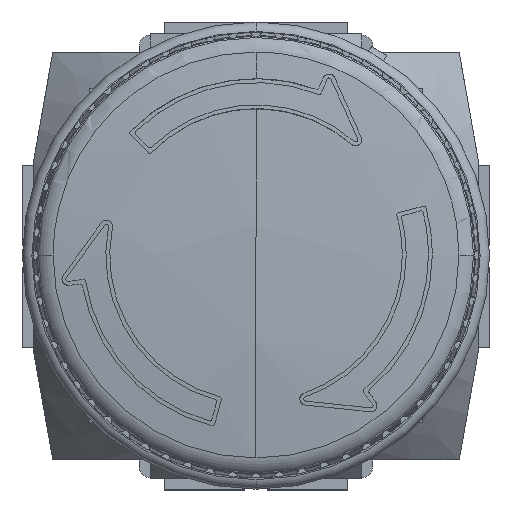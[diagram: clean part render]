
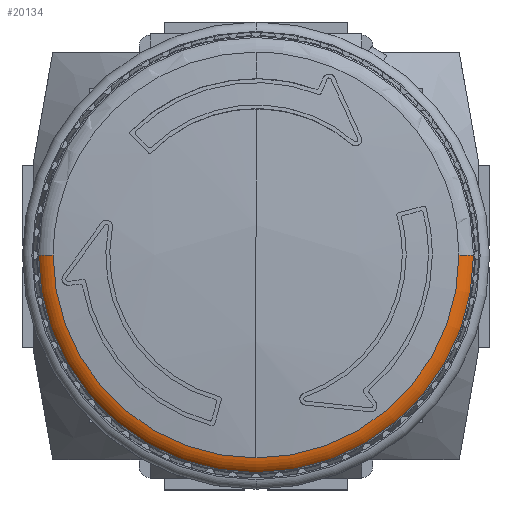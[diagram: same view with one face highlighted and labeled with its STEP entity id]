
A CAD part, top view. The second image highlights one B-rep face of the part: STEP entity #20134.
In plain terms, the highlighted toroidal (fillet/blend) face has major radius 18 mm and minor radius 2 mm.
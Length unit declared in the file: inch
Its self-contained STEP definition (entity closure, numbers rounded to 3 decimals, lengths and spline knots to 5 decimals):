
#179 = ORIENTED_EDGE ( 'NONE', *, *, #33639, .F. ) ;
#433 = VERTEX_POINT ( 'NONE', #30439 ) ;
#947 = DIRECTION ( 'NONE',  ( 0., 0., -1. ) ) ;
#1215 = CIRCLE ( 'NONE', #30357, 0.07874 ) ;
#2268 = EDGE_CURVE ( 'NONE', #31973, #2959, #35328, .T. ) ;
#2959 = VERTEX_POINT ( 'NONE', #13744 ) ;
#4583 = EDGE_CURVE ( 'NONE', #21558, #40260, #40228, .T. ) ;
#4746 = CARTESIAN_POINT ( 'NONE',  ( 0., 0., 1.13785 ) ) ;
#7798 = DIRECTION ( 'NONE',  ( -1., 0., 0. ) ) ;
#9465 = AXIS2_PLACEMENT_3D ( 'NONE', #30400, #45861, #11137 ) ;
#9809 = DIRECTION ( 'NONE',  ( 0., 0., -1. ) ) ;
#9818 = ORIENTED_EDGE ( 'NONE', *, *, #4583, .F. ) ;
#11029 = AXIS2_PLACEMENT_3D ( 'NONE', #44289, #9809, #17174 ) ;
#11137 = DIRECTION ( 'NONE',  ( -1., 0., 0. ) ) ;
#11856 = FACE_OUTER_BOUND ( 'NONE', #36771, .T. ) ;
#13744 = CARTESIAN_POINT ( 'NONE',  ( -0.71824, 0., 1.216 ) ) ;
#14523 = CIRCLE ( 'NONE', #21792, 0.71824 ) ;
#16105 = DIRECTION ( 'NONE',  ( -1., 0., 0. ) ) ;
#16515 = AXIS2_PLACEMENT_3D ( 'NONE', #4746, #947, #43526 ) ;
#17174 = DIRECTION ( 'NONE',  ( -1., 0., 0. ) ) ;
#20134 = ADVANCED_FACE ( 'NONE', ( #11856 ), #24622, .T. ) ;
#20809 = ORIENTED_EDGE ( 'NONE', *, *, #2268, .T. ) ;
#21558 = VERTEX_POINT ( 'NONE', #44447 ) ;
#21792 = AXIS2_PLACEMENT_3D ( 'NONE', #36607, #32307, #16105 ) ;
#22734 = CARTESIAN_POINT ( 'NONE',  ( -0.70866, 0., 1.13785 ) ) ;
#24622 = TOROIDAL_SURFACE ( 'NONE', #16515, 0.70866, 0.07874 ) ;
#26033 = DIRECTION ( 'NONE',  ( 0., 0., -1. ) ) ;
#27568 = CARTESIAN_POINT ( 'NONE',  ( 0., -0.71824, 1.216 ) ) ;
#30357 = AXIS2_PLACEMENT_3D ( 'NONE', #22734, #34150, #26033 ) ;
#30400 = CARTESIAN_POINT ( 'NONE',  ( 0.70866, 0., 1.13785 ) ) ;
#30439 = CARTESIAN_POINT ( 'NONE',  ( -0.76992, 0., 1.18731 ) ) ;
#31642 = DIRECTION ( 'NONE',  ( 0., 0., -1. ) ) ;
#31973 = VERTEX_POINT ( 'NONE', #27568 ) ;
#32307 = DIRECTION ( 'NONE',  ( 0., 0., -1. ) ) ;
#33009 = EDGE_CURVE ( 'NONE', #21558, #31973, #14523, .T. ) ;
#33609 = AXIS2_PLACEMENT_3D ( 'NONE', #47089, #31642, #7798 ) ;
#33639 = EDGE_CURVE ( 'NONE', #40260, #433, #42507, .T. ) ;
#34150 = DIRECTION ( 'NONE',  ( 0., -1., 0. ) ) ;
#35113 = EDGE_CURVE ( 'NONE', #2959, #433, #1215, .T. ) ;
#35260 = ORIENTED_EDGE ( 'NONE', *, *, #35113, .T. ) ;
#35328 = CIRCLE ( 'NONE', #11029, 0.71824 ) ;
#36607 = CARTESIAN_POINT ( 'NONE',  ( 0., 0., 1.216 ) ) ;
#36771 = EDGE_LOOP ( 'NONE', ( #9818, #48195, #20809, #35260, #179 ) ) ;
#37270 = CARTESIAN_POINT ( 'NONE',  ( 0.76992, 0., 1.18731 ) ) ;
#40228 = CIRCLE ( 'NONE', #9465, 0.07874 ) ;
#40260 = VERTEX_POINT ( 'NONE', #37270 ) ;
#42507 = CIRCLE ( 'NONE', #33609, 0.76992 ) ;
#43526 = DIRECTION ( 'NONE',  ( -1., 0., 0. ) ) ;
#44289 = CARTESIAN_POINT ( 'NONE',  ( 0., 0., 1.216 ) ) ;
#44447 = CARTESIAN_POINT ( 'NONE',  ( 0.71824, 0., 1.216 ) ) ;
#45861 = DIRECTION ( 'NONE',  ( 0., 1., 0. ) ) ;
#47089 = CARTESIAN_POINT ( 'NONE',  ( 0., 0., 1.18731 ) ) ;
#48195 = ORIENTED_EDGE ( 'NONE', *, *, #33009, .T. ) ;
